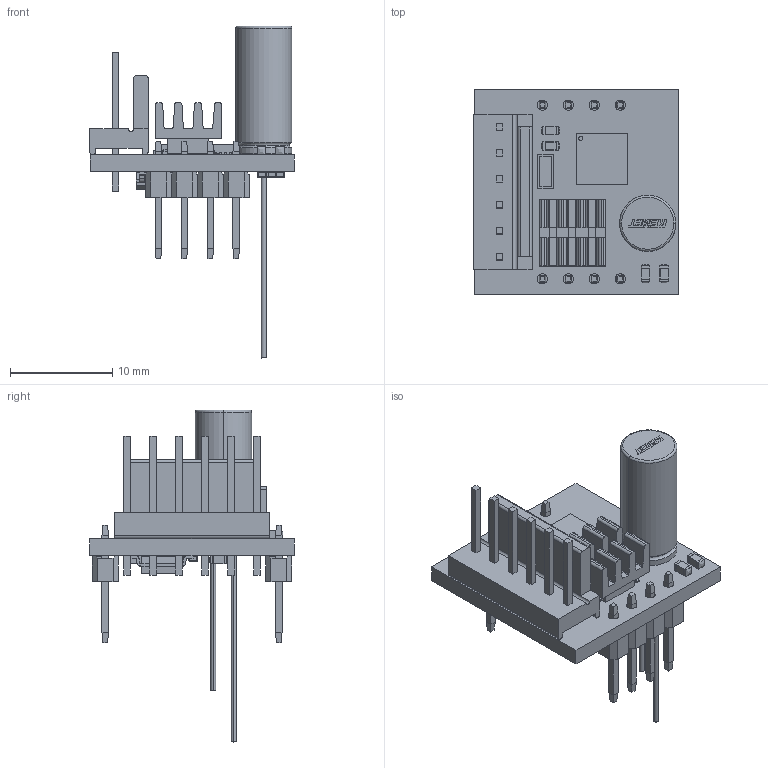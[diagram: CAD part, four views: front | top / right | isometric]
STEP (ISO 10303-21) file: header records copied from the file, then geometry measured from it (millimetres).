
FILE_DESCRIPTION(('Open CASCADE Model'),'2;1');
FILE_NAME('Open CASCADE Shape Model','2023-10-30T21:59:21',('Author'),( 'Open CASCADE'),'Open CASCADE STEP processor 7.5','Open CASCADE 7.5' ,'Unknown');
FILE_SCHEMA(('AUTOMOTIVE_DESIGN { 1 0 10303 214 1 1 1 1 }'));
Length unit declared in the file: millimetre
Products named in the file (38): PCB; Board; Open CASCADE STEP translator 7.5 1.1.1; U3; User Library-SOIC8_JEDEC_MS-012AA; C3; User Library-Cap_0603; X1; 6931989344; Extruded; 6931989184; U2; 6076110672; U1; 6080310640; Heatsink_6.5x6.5x3.5mm; R7; RESC1608X55N EIA 0603; R6; R5; R4; R3; R2; R1; P3; Header, Male, 2.54mm, 1x4; P2; P1; c-640454-6-aa-3d; LED2; LED1; C8; C7; C6; C5; C1; ESK107M025AC3AA
Assembly tree (50 placements, depth 4):
  PCB
    Board
      Open CASCADE STEP translator 7.5 1.1.1
    U3
      User Library-SOIC8_JEDEC_MS-012AA
    C3
      User Library-Cap_0603
    X1
      6931989344
        Extruded
      6931989184
        Extruded
    U2
      6076110672
    U1
      6080310640
      Heatsink_6.5x6.5x3.5mm
    R7
      RESC1608X55N EIA 0603
    R6
      RESC1608X55N EIA 0603
    R5
      RESC1608X55N EIA 0603
    R4
      RESC1608X55N EIA 0603
    R3
      RESC1608X55N EIA 0603
    R2
      RESC1608X55N EIA 0603
    R1
      RESC1608X55N EIA 0603
    P3
      Header, Male, 2.54mm, 1x4
    P2
      Header, Male, 2.54mm, 1x4
    P1
      c-640454-6-aa-3d
    LED2
      User Library-Cap_0603
    LED1
      User Library-Cap_0603
    C8
      User Library-Cap_0603
    C7
      User Library-Cap_0603
    C6
      User Library-Cap_0603
    C5
      User Library-Cap_0603
    C1
      ESK107M025AC3AA
Bounding box: 20.04 x 20 x 32.51 mm (x, y, z)
Volume: 1573.3 mm3; surface area: 3067 mm2
Topology: 108 solids, 108 shells, 1895 faces, 4350 edges, 2526 vertices
Faces by surface type: plane 1203, cylinder 408, sphere 168, bspline 110, torus 6
Full cylindrical faces by diameter (mm): 0.199 x1, 0.7 x2, 1 x8, 1.066 x6
Entity records: 39457 total; most frequent: CARTESIAN_POINT 8470, ORIENTED_EDGE 5388, DIRECTION 5223, EDGE_CURVE 2694, LINE 2243, VECTOR 2243, VERTEX_POINT 1726, AXIS2_PLACEMENT_3D 1490
